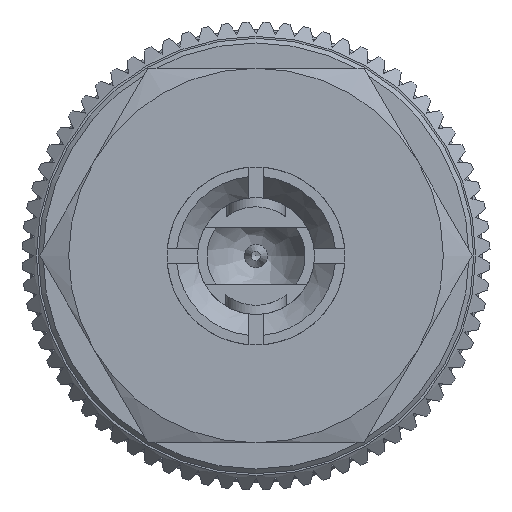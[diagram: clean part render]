
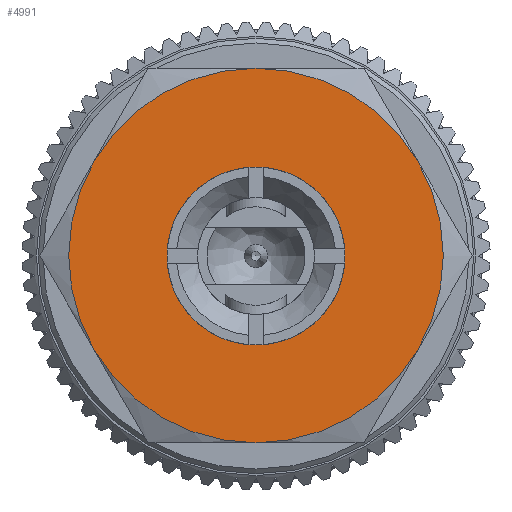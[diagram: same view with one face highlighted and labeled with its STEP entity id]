
A CAD part, front view. The second image highlights one B-rep face of the part: STEP entity #4991.
In plain terms, the highlighted planar face has unit normal (0, -1, 0).
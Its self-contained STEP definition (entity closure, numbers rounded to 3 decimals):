
#196 = VERTEX_POINT ( 'NONE', #14355 ) ;
#230 = DIRECTION ( 'NONE',  ( 0., 1., 0. ) ) ;
#245 = FACE_OUTER_BOUND ( 'NONE', #2213, .T. ) ;
#267 = AXIS2_PLACEMENT_3D ( 'NONE', #1572, #8019, #1650 ) ;
#279 = EDGE_CURVE ( 'NONE', #9903, #8100, #2701, .T. ) ;
#349 = DIRECTION ( 'NONE',  ( 1., 0., 0. ) ) ;
#418 = CARTESIAN_POINT ( 'NONE',  ( 3.464, -2.4, 2.01 ) ) ;
#788 = DIRECTION ( 'NONE',  ( -1., 0., 0. ) ) ;
#1572 = CARTESIAN_POINT ( 'NONE',  ( 0., -2.4, 0.01 ) ) ;
#1612 = VERTEX_POINT ( 'NONE', #5103 ) ;
#1647 = CARTESIAN_POINT ( 'NONE',  ( -3.464, -2.4, -1.99 ) ) ;
#1650 = DIRECTION ( 'NONE',  ( -1., 0., 0. ) ) ;
#1979 = DIRECTION ( 'NONE',  ( 0., -1., 0. ) ) ;
#2076 = DIRECTION ( 'NONE',  ( 0., 1., 0. ) ) ;
#2155 = CARTESIAN_POINT ( 'NONE',  ( 0., -2.4, 0. ) ) ;
#2213 = EDGE_LOOP ( 'NONE', ( #4592, #13082, #2313, #8264, #16377, #9535 ) ) ;
#2313 = ORIENTED_EDGE ( 'NONE', *, *, #279, .F. ) ;
#2606 = EDGE_LOOP ( 'NONE', ( #4675 ) ) ;
#2701 = CIRCLE ( 'NONE', #11978, 4. ) ;
#3030 = CARTESIAN_POINT ( 'NONE',  ( 0., -2.4, -3.99 ) ) ;
#3160 = CARTESIAN_POINT ( 'NONE',  ( 0., -2.4, 0.01 ) ) ;
#3845 = AXIS2_PLACEMENT_3D ( 'NONE', #4941, #9747, #788 ) ;
#3945 = AXIS2_PLACEMENT_3D ( 'NONE', #9259, #230, #10355 ) ;
#4190 = CARTESIAN_POINT ( 'NONE',  ( 0., -2.4, 0. ) ) ;
#4367 = CIRCLE ( 'NONE', #7510, 4. ) ;
#4592 = ORIENTED_EDGE ( 'NONE', *, *, #12451, .F. ) ;
#4642 = PLANE ( 'NONE',  #8719 ) ;
#4672 = DIRECTION ( 'NONE',  ( 1., 0., 0. ) ) ;
#4675 = ORIENTED_EDGE ( 'NONE', *, *, #6686, .T. ) ;
#4941 = CARTESIAN_POINT ( 'NONE',  ( 0., -2.4, 0.01 ) ) ;
#4991 = ADVANCED_FACE ( 'NONE', ( #245, #7106 ), #4642, .T. ) ;
#5103 = CARTESIAN_POINT ( 'NONE',  ( 3.464, -2.4, -1.99 ) ) ;
#5476 = CARTESIAN_POINT ( 'NONE',  ( 0., -2.4, 0.01 ) ) ;
#6142 = DIRECTION ( 'NONE',  ( 0., 1., 0. ) ) ;
#6305 = CIRCLE ( 'NONE', #3945, 4. ) ;
#6552 = VERTEX_POINT ( 'NONE', #3030 ) ;
#6686 = EDGE_CURVE ( 'NONE', #9192, #9192, #7003, .T. ) ;
#7003 = CIRCLE ( 'NONE', #11529, 1.9 ) ;
#7106 = FACE_BOUND ( 'NONE', #2606, .T. ) ;
#7314 = VERTEX_POINT ( 'NONE', #1647 ) ;
#7409 = CARTESIAN_POINT ( 'NONE',  ( 0., -2.4, 4.01 ) ) ;
#7510 = AXIS2_PLACEMENT_3D ( 'NONE', #12457, #6142, #4672 ) ;
#8019 = DIRECTION ( 'NONE',  ( 0., 1., 0. ) ) ;
#8100 = VERTEX_POINT ( 'NONE', #418 ) ;
#8264 = ORIENTED_EDGE ( 'NONE', *, *, #15686, .F. ) ;
#8436 = DIRECTION ( 'NONE',  ( 0., 0., 1. ) ) ;
#8719 = AXIS2_PLACEMENT_3D ( 'NONE', #2155, #1979, #8436 ) ;
#9192 = VERTEX_POINT ( 'NONE', #9437 ) ;
#9226 = DIRECTION ( 'NONE',  ( 0., 1., 0. ) ) ;
#9259 = CARTESIAN_POINT ( 'NONE',  ( 0., -2.4, 0.01 ) ) ;
#9437 = CARTESIAN_POINT ( 'NONE',  ( 1.9, -2.4, 0. ) ) ;
#9535 = ORIENTED_EDGE ( 'NONE', *, *, #9984, .F. ) ;
#9747 = DIRECTION ( 'NONE',  ( 0., 1., 0. ) ) ;
#9903 = VERTEX_POINT ( 'NONE', #7409 ) ;
#9984 = EDGE_CURVE ( 'NONE', #6552, #7314, #14942, .T. ) ;
#10190 = DIRECTION ( 'NONE',  ( -1., 0., 0. ) ) ;
#10203 = AXIS2_PLACEMENT_3D ( 'NONE', #5476, #15243, #10190 ) ;
#10326 = EDGE_CURVE ( 'NONE', #7314, #196, #13663, .T. ) ;
#10355 = DIRECTION ( 'NONE',  ( -1., 0., 0. ) ) ;
#11529 = AXIS2_PLACEMENT_3D ( 'NONE', #4190, #9226, #349 ) ;
#11978 = AXIS2_PLACEMENT_3D ( 'NONE', #3160, #2076, #14835 ) ;
#12451 = EDGE_CURVE ( 'NONE', #1612, #6552, #4367, .T. ) ;
#12457 = CARTESIAN_POINT ( 'NONE',  ( 0., -2.4, 0.01 ) ) ;
#13082 = ORIENTED_EDGE ( 'NONE', *, *, #14686, .F. ) ;
#13663 = CIRCLE ( 'NONE', #10203, 4. ) ;
#14355 = CARTESIAN_POINT ( 'NONE',  ( -3.464, -2.4, 2.01 ) ) ;
#14686 = EDGE_CURVE ( 'NONE', #8100, #1612, #15875, .T. ) ;
#14835 = DIRECTION ( 'NONE',  ( -1., 0., 0. ) ) ;
#14942 = CIRCLE ( 'NONE', #3845, 4. ) ;
#15243 = DIRECTION ( 'NONE',  ( 0., 1., 0. ) ) ;
#15686 = EDGE_CURVE ( 'NONE', #196, #9903, #6305, .T. ) ;
#15875 = CIRCLE ( 'NONE', #267, 4. ) ;
#16377 = ORIENTED_EDGE ( 'NONE', *, *, #10326, .F. ) ;
